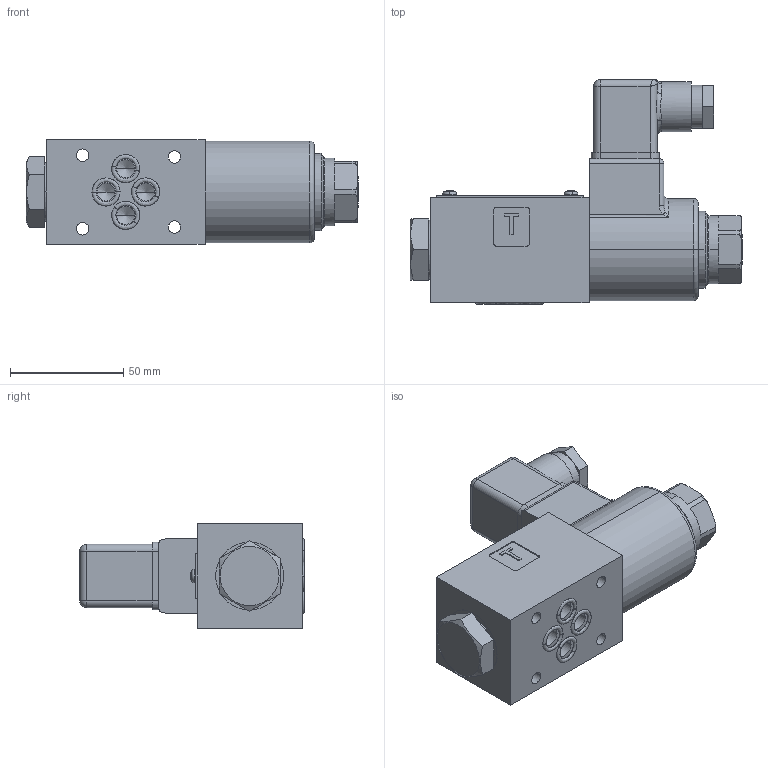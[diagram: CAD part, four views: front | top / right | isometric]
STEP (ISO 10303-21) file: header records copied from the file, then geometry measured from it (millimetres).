
FILE_DESCRIPTION (( 'STEP AP214' ), '1' );
FILE_NAME ('DSG-01-2Bx-D24-DIN TYPE.STEP', '2021-12-17T07:12:53', ( '' ), ( '' ), 'SwSTEP 2.0', 'SolidWorks 2019', '' );
FILE_SCHEMA (( 'AUTOMOTIVE_DESIGN' ));
Length unit declared in the file: millimetre
Products named in the file (10): NUT- DSG-01-2Bx-D24-70.STEP; DSG-01-2Bx-D24-DIN TYPE.STEP; Copy of Copy of Copy (2) of Din Connector-0711-R2^DSG-01-2Bx-D24-DIN TYPE; DSG-01-2Bx-D24-DIN TYPE; DSG-01-2Bx-NUT.STEP; DSG-01-3Cx-D24-70 CASTING; oring-DSG-01.STEP; Copy of Copy of AS 1427 Z - Metric M3 x 8-0^DSG-01-3Cx-AC-70-DIN TYPE; DSG-01-DC-COIL.STEP; NAME PLATE
Assembly tree (13 placements, depth 3):
  DSG-01-2Bx-D24-DIN TYPE
    DSG-01-2Bx-D24-DIN TYPE.STEP
      DSG-01-DC-COIL.STEP
      oring-DSG-01.STEP  x4
      DSG-01-2Bx-NUT.STEP
      NUT- DSG-01-2Bx-D24-70.STEP
    DSG-01-3Cx-D24-70 CASTING
    NAME PLATE
    Copy of Copy of AS 1427 Z - Metric M3 x 8-0^DSG-01-3Cx-AC-70-DIN TYPE  x2
    Copy of Copy of Copy (2) of Din Connector-0711-R2^DSG-01-2Bx-D24-DIN TYPE
Bounding box: 146.5 x 99.15 x 46 mm (x, y, z)
Volume: 271427 mm3; surface area: 62063.2 mm2
Topology: 15 solids, 15 shells, 478 faces, 1175 edges, 730 vertices
Faces by surface type: plane 184, bspline 110, cylinder 98, cone 52, torus 26, sphere 8
Entity records: 15893 total; most frequent: CARTESIAN_POINT 5954, ORIENTED_EDGE 1970, DIRECTION 1804, EDGE_CURVE 985, AXIS2_PLACEMENT_3D 680, VERTEX_POINT 633, EDGE_LOOP 480, LINE 444
